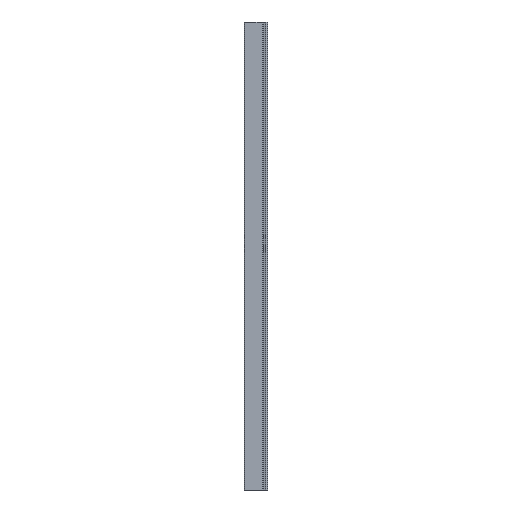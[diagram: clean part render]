
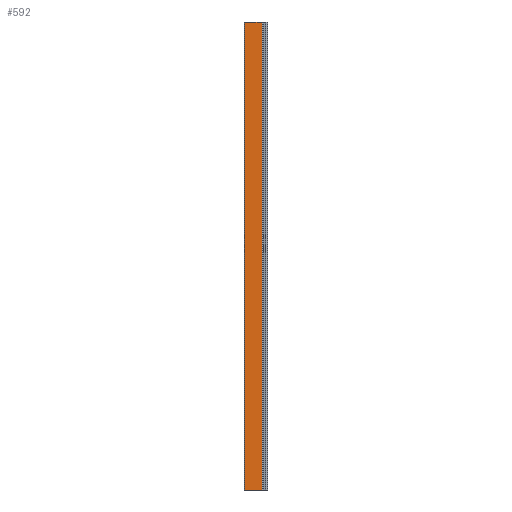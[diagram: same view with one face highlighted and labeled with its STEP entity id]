
A CAD part, left-side view. The second image highlights one B-rep face of the part: STEP entity #592.
In plain terms, the highlighted planar face has unit normal (-1, 0, 0).
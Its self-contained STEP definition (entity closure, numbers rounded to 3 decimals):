
#14 = VERTEX_POINT ( 'NONE', #497 ) ;
#42 = ORIENTED_EDGE ( 'NONE', *, *, #53, .T. ) ;
#53 = EDGE_CURVE ( 'NONE', #918, #1032, #1006, .T. ) ;
#68 = PLANE ( 'NONE',  #599 ) ;
#239 = DIRECTION ( 'NONE',  ( 0., 0., -1. ) ) ;
#349 = VECTOR ( 'NONE', #667, 1000. ) ;
#396 = VECTOR ( 'NONE', #1371, 1000. ) ;
#454 = ORIENTED_EDGE ( 'NONE', *, *, #969, .F. ) ;
#497 = CARTESIAN_POINT ( 'NONE',  ( -13., 1., -250. ) ) ;
#522 = CARTESIAN_POINT ( 'NONE',  ( -13., 19.8, 250. ) ) ;
#549 = CARTESIAN_POINT ( 'NONE',  ( -13., 1., 250. ) ) ;
#592 = ADVANCED_FACE ( 'NONE', ( #1152 ), #68, .F. ) ;
#599 = AXIS2_PLACEMENT_3D ( 'NONE', #549, #793, #922 ) ;
#637 = EDGE_CURVE ( 'NONE', #918, #1405, #1175, .T. ) ;
#656 = VECTOR ( 'NONE', #1095, 1000. ) ;
#657 = ORIENTED_EDGE ( 'NONE', *, *, #766, .T. ) ;
#667 = DIRECTION ( 'NONE',  ( 0., -1., 0. ) ) ;
#668 = VECTOR ( 'NONE', #239, 1000. ) ;
#766 = EDGE_CURVE ( 'NONE', #1032, #14, #1064, .T. ) ;
#786 = CARTESIAN_POINT ( 'NONE',  ( -13., 1., 250. ) ) ;
#793 = DIRECTION ( 'NONE',  ( 1., 0., 0. ) ) ;
#918 = VERTEX_POINT ( 'NONE', #1127 ) ;
#922 = DIRECTION ( 'NONE',  ( 0., 0., -1. ) ) ;
#969 = EDGE_CURVE ( 'NONE', #1405, #14, #1268, .T. ) ;
#1000 = EDGE_LOOP ( 'NONE', ( #657, #454, #1063, #42 ) ) ;
#1006 = LINE ( 'NONE', #522, #668 ) ;
#1032 = VERTEX_POINT ( 'NONE', #1292 ) ;
#1063 = ORIENTED_EDGE ( 'NONE', *, *, #637, .F. ) ;
#1064 = LINE ( 'NONE', #1454, #656 ) ;
#1072 = CARTESIAN_POINT ( 'NONE',  ( -13., 1., 250. ) ) ;
#1095 = DIRECTION ( 'NONE',  ( 0., -1., 0. ) ) ;
#1127 = CARTESIAN_POINT ( 'NONE',  ( -13., 19.8, 250. ) ) ;
#1152 = FACE_OUTER_BOUND ( 'NONE', #1000, .T. ) ;
#1175 = LINE ( 'NONE', #786, #349 ) ;
#1268 = LINE ( 'NONE', #1380, #396 ) ;
#1292 = CARTESIAN_POINT ( 'NONE',  ( -13., 19.8, -250. ) ) ;
#1371 = DIRECTION ( 'NONE',  ( 0., 0., -1. ) ) ;
#1380 = CARTESIAN_POINT ( 'NONE',  ( -13., 1., 250. ) ) ;
#1405 = VERTEX_POINT ( 'NONE', #1072 ) ;
#1454 = CARTESIAN_POINT ( 'NONE',  ( -13., 1., -250. ) ) ;
